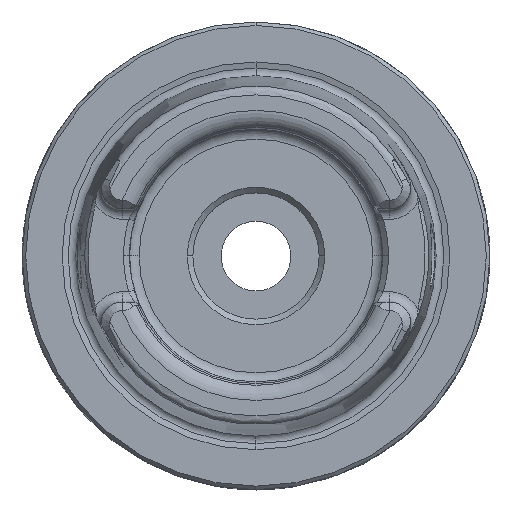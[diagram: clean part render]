
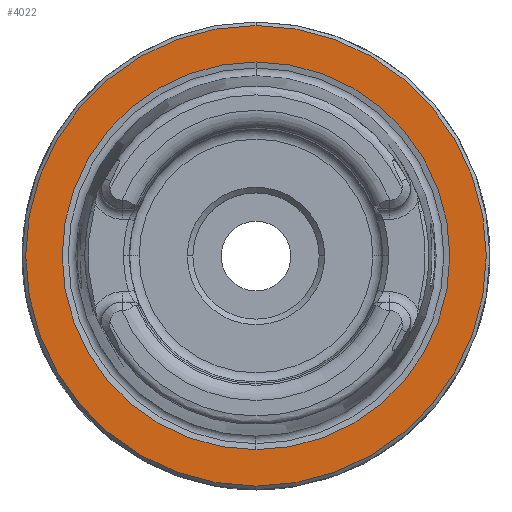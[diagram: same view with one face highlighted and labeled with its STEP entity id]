
A CAD part, top view. The second image highlights one B-rep face of the part: STEP entity #4022.
In plain terms, the highlighted planar face has unit normal (0, 0, 1).
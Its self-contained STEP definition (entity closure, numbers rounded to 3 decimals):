
#1616=VERTEX_POINT('NONE',#4651);
#2380=EDGE_CURVE('NONE',#1616,#2672,#5491,.T.);
#2512=EDGE_CURVE('NONE',#4226,#3476,#5636,.T.);
#2672=VERTEX_POINT('NONE',#5809);
#3476=VERTEX_POINT('NONE',#6690);
#4022=ADVANCED_FACE('NONE',(#7298,#7299),#7300,.F.);
#4152=EDGE_CURVE('NONE',#2672,#1616,#7448,.T.);
#4226=VERTEX_POINT('NONE',#7530);
#4404=EDGE_CURVE('NONE',#3476,#4226,#7723,.F.);
#4651=CARTESIAN_POINT('',(0.,-30.995,0.));
#5491=CIRCLE('',#10349,30.995);
#5636=CIRCLE('',#10744,26.09);
#5809=CARTESIAN_POINT('',(0.,30.995,0.));
#6690=CARTESIAN_POINT('',(0.,26.09,0.));
#7298=FACE_OUTER_BOUND('',#15091,.T.);
#7299=FACE_BOUND('',#15092,.T.);
#7300=PLANE('',#15093);
#7448=CIRCLE('',#15437,30.995);
#7530=CARTESIAN_POINT('',(0.,-26.09,0.));
#7723=CIRCLE('',#16117,26.09);
#10349=AXIS2_PLACEMENT_3D('',#17513,#17514,#17515);
#10744=AXIS2_PLACEMENT_3D('',#17677,#17678,#17679);
#15091=EDGE_LOOP('',(#19540,#19541));
#15092=EDGE_LOOP('',(#19542,#19543));
#15093=AXIS2_PLACEMENT_3D('',#19544,#19545,#19546);
#15437=AXIS2_PLACEMENT_3D('',#19745,#19746,#19747);
#16117=AXIS2_PLACEMENT_3D('',#20031,#20032,#20033);
#17513=CARTESIAN_POINT('',(0.,0.,0.));
#17514=DIRECTION('',(0.0,0.0,1.0));
#17515=DIRECTION('',(0.,-1.0,0.0));
#17677=CARTESIAN_POINT('',(0.,0.,0.));
#17678=DIRECTION('',(0.0,-0.0,1.0));
#17679=DIRECTION('',(0.,1.0,0.0));
#19540=ORIENTED_EDGE('',*,*,#2380,.T.);
#19541=ORIENTED_EDGE('',*,*,#4152,.T.);
#19542=ORIENTED_EDGE('',*,*,#4404,.F.);
#19543=ORIENTED_EDGE('',*,*,#2512,.F.);
#19544=CARTESIAN_POINT('',(0.,-24.796,0.));
#19545=DIRECTION('',(-0.0,0.0,-1.0));
#19546=DIRECTION('',(0.,-1.0,0.0));
#19745=CARTESIAN_POINT('',(0.,0.,0.));
#19746=DIRECTION('',(0.0,0.0,1.0));
#19747=DIRECTION('',(0.,-1.0,0.0));
#20031=CARTESIAN_POINT('',(0.,0.,0.));
#20032=DIRECTION('',(0.0,0.0,-1.0));
#20033=DIRECTION('',(0.,1.0,0.0));
